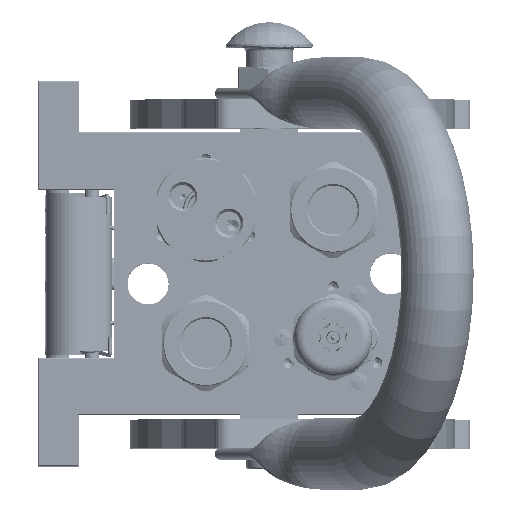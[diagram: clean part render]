
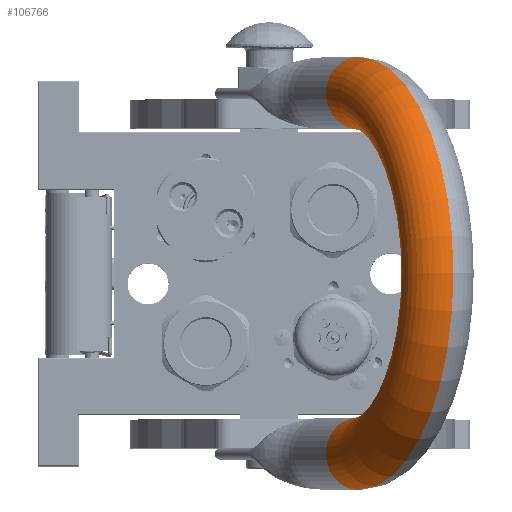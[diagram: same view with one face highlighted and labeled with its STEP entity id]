
A CAD part, top view. The second image highlights one B-rep face of the part: STEP entity #106766.
In plain terms, the highlighted toroidal (fillet/blend) face has major radius 62.25 mm and minor radius 12.5 mm.
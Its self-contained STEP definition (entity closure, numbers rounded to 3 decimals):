
#8696 = CARTESIAN_POINT ( 'NONE',  ( -74.75, 0., 25.25 ) ) ;
#15770 = DIRECTION ( 'NONE',  ( 0., 1., 0. ) ) ;
#17385 = CARTESIAN_POINT ( 'NONE',  ( 49.75, 0., 25.25 ) ) ;
#22537 = DIRECTION ( 'NONE',  ( 0., 0., -1. ) ) ;
#24562 = FACE_OUTER_BOUND ( 'NONE', #86976, .T. ) ;
#31273 = EDGE_CURVE ( 'NONE', #107803, #148281, #148695, .T. ) ;
#40868 = CARTESIAN_POINT ( 'NONE',  ( 0., 0., 25.25 ) ) ;
#41940 = CARTESIAN_POINT ( 'NONE',  ( 74.75, 0., 25.25 ) ) ;
#47107 = CARTESIAN_POINT ( 'NONE',  ( 62.25, 0., 25.25 ) ) ;
#49127 = CIRCLE ( 'NONE', #59791, 49.75 ) ;
#51179 = VERTEX_POINT ( 'NONE', #68997 ) ;
#53783 = AXIS2_PLACEMENT_3D ( 'NONE', #119283, #159774, #119850 ) ;
#54500 = DIRECTION ( 'NONE',  ( -1., 0., 0. ) ) ;
#59791 = AXIS2_PLACEMENT_3D ( 'NONE', #158773, #94935, #54500 ) ;
#64177 = CIRCLE ( 'NONE', #85064, 74.75 ) ;
#68997 = CARTESIAN_POINT ( 'NONE',  ( -49.75, 0., 25.25 ) ) ;
#70121 = CIRCLE ( 'NONE', #53783, 12.5 ) ;
#79651 = ORIENTED_EDGE ( 'NONE', *, *, #85951, .F. ) ;
#81641 = TOROIDAL_SURFACE ( 'NONE', #86506, 62.25, 12.5 ) ;
#85064 = AXIS2_PLACEMENT_3D ( 'NONE', #145687, #158744, #122789 ) ;
#85951 = EDGE_CURVE ( 'NONE', #95456, #107803, #64177, .T. ) ;
#86506 = AXIS2_PLACEMENT_3D ( 'NONE', #40868, #15770, #106841 ) ;
#86976 = EDGE_LOOP ( 'NONE', ( #123667, #115277, #79651, #147299 ) ) ;
#92722 = AXIS2_PLACEMENT_3D ( 'NONE', #47107, #22537, #112504 ) ;
#94935 = DIRECTION ( 'NONE',  ( 0., 1., 0. ) ) ;
#95456 = VERTEX_POINT ( 'NONE', #8696 ) ;
#106766 = ADVANCED_FACE ( 'NONE', ( #24562 ), #81641, .T. ) ;
#106841 = DIRECTION ( 'NONE',  ( 1., 0., 0. ) ) ;
#107803 = VERTEX_POINT ( 'NONE', #41940 ) ;
#111521 = EDGE_CURVE ( 'NONE', #51179, #148281, #49127, .T. ) ;
#112504 = DIRECTION ( 'NONE',  ( 1., 0., 0. ) ) ;
#115277 = ORIENTED_EDGE ( 'NONE', *, *, #31273, .F. ) ;
#119283 = CARTESIAN_POINT ( 'NONE',  ( -62.25, 0., 25.25 ) ) ;
#119850 = DIRECTION ( 'NONE',  ( -1., 0., 0. ) ) ;
#122789 = DIRECTION ( 'NONE',  ( -1., 0., 0. ) ) ;
#123667 = ORIENTED_EDGE ( 'NONE', *, *, #111521, .T. ) ;
#145687 = CARTESIAN_POINT ( 'NONE',  ( 0., 0., 25.25 ) ) ;
#147299 = ORIENTED_EDGE ( 'NONE', *, *, #157954, .T. ) ;
#148281 = VERTEX_POINT ( 'NONE', #17385 ) ;
#148695 = CIRCLE ( 'NONE', #92722, 12.5 ) ;
#157954 = EDGE_CURVE ( 'NONE', #95456, #51179, #70121, .T. ) ;
#158744 = DIRECTION ( 'NONE',  ( 0., 1., 0. ) ) ;
#158773 = CARTESIAN_POINT ( 'NONE',  ( 0., 0., 25.25 ) ) ;
#159774 = DIRECTION ( 'NONE',  ( 0., 0., 1. ) ) ;
